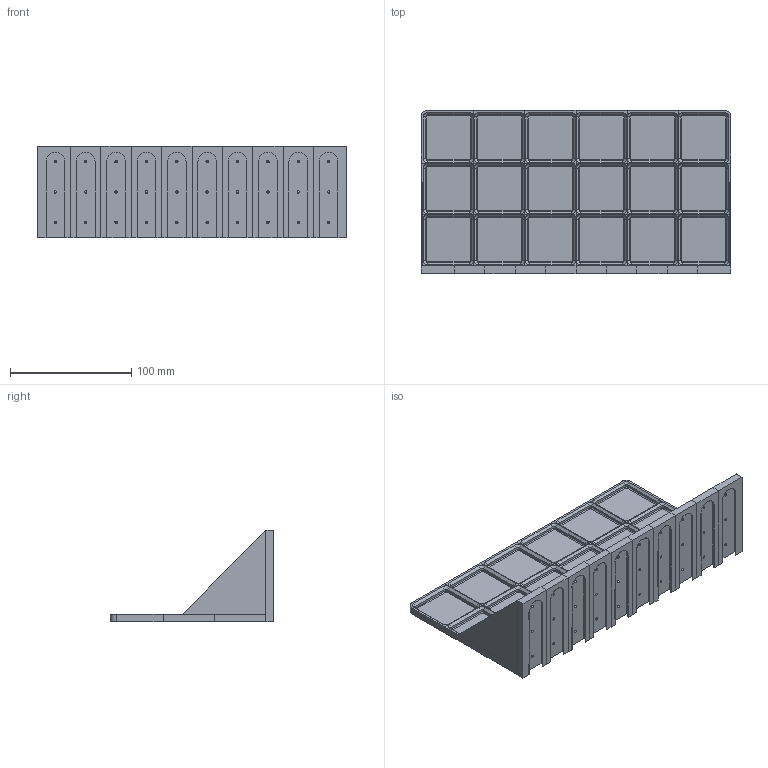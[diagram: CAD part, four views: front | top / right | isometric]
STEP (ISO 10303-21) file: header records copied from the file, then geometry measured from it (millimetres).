
FILE_DESCRIPTION(('HOOPS Exchange Step'),'2;1');
FILE_NAME('temp_export','2024-06-02T13:02:02+02:00',('ddanier'),('Shapr3D Limited'),'HOOPS Exchange 2024.2','Shapr3D','Authorized');
FILE_SCHEMA( ('AUTOMOTIVE_DESIGN { 1 0 10303 214 1 1 1 1 }') );
Length unit declared in the file: millimetre
Products named in the file (1): Gridfinity 6x3 shelve
Bounding box: 255 x 134.5 x 75 mm (x, y, z)
Volume: 155876.4 mm3; surface area: 164619.9 mm2
Topology: 30 solids, 30 shells, 760 faces, 1718 edges, 1036 vertices
Faces by surface type: plane 482, cone 184, cylinder 94
Entity records: 20545 total; most frequent: DIRECTION 3572, CARTESIAN_POINT 3485, ORIENTED_EDGE 3376, EDGE_CURVE 1688, VECTOR 1326, LINE 1326, AXIS2_PLACEMENT_3D 1123, VERTEX_POINT 1036
